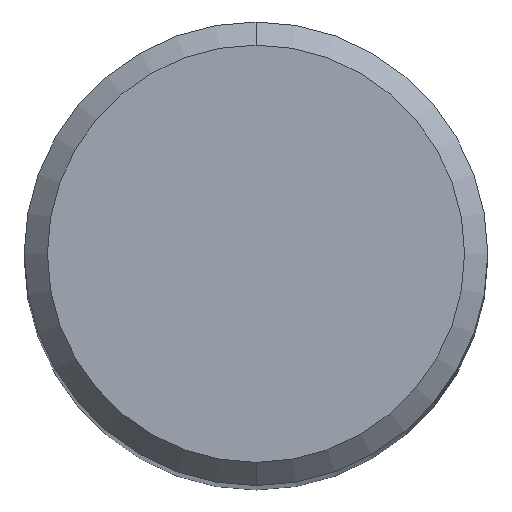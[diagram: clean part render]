
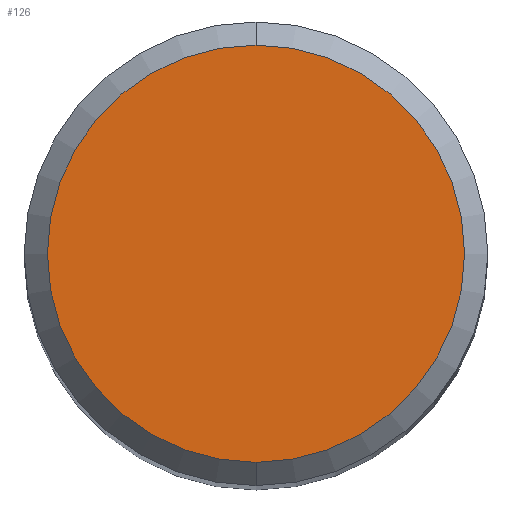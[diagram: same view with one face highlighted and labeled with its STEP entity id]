
A CAD part, top view. The second image highlights one B-rep face of the part: STEP entity #126.
In plain terms, the highlighted planar face has unit normal (0, 0, 1).
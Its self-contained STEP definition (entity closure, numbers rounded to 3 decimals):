
#126=ADVANCED_FACE('',(#275),#276,.T.);
#158=EDGE_CURVE('',#172,#190,#312,.T.);
#164=EDGE_CURVE('',#190,#172,#318,.T.);
#172=VERTEX_POINT('',#327);
#190=VERTEX_POINT('',#349);
#275=FACE_OUTER_BOUND('',#434,.T.);
#276=PLANE('',#435);
#312=CIRCLE('',#483,4.5);
#318=CIRCLE('',#493,4.5);
#327=CARTESIAN_POINT('',(0.,-4.5,0.0));
#349=CARTESIAN_POINT('',(0.0,4.5,0.0));
#434=EDGE_LOOP('',(#616,#617));
#435=AXIS2_PLACEMENT_3D('',#618,#619,#620);
#483=AXIS2_PLACEMENT_3D('',#658,#659,#660);
#493=AXIS2_PLACEMENT_3D('',#665,#666,#667);
#616=ORIENTED_EDGE('',*,*,#164,.F.);
#617=ORIENTED_EDGE('',*,*,#158,.F.);
#618=CARTESIAN_POINT('',(0.0,2.25,0.0));
#619=DIRECTION('',(-0.0,0.0,1.0));
#620=DIRECTION('',(0.0,-1.0,0.0));
#658=CARTESIAN_POINT('',(0.0,0.0,0.0));
#659=DIRECTION('',(0.0,0.0,-1.0));
#660=DIRECTION('',(0.0,1.0,0.0));
#665=CARTESIAN_POINT('',(0.0,0.0,0.0));
#666=DIRECTION('',(0.0,0.0,-1.0));
#667=DIRECTION('',(0.0,1.0,0.0));
